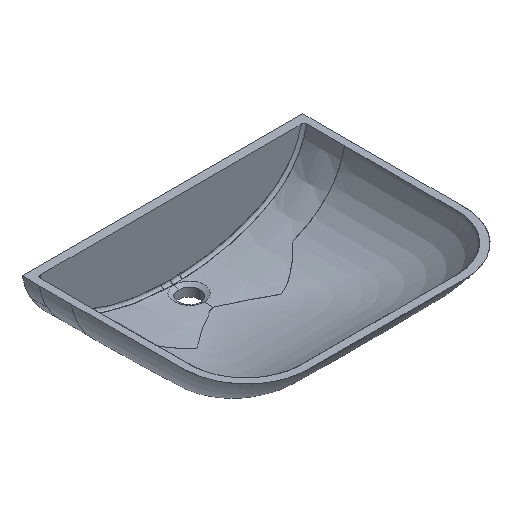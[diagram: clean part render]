
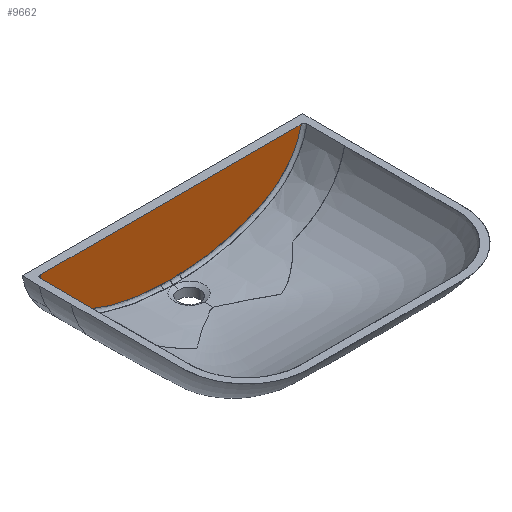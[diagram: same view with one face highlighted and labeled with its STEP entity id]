
A CAD part, isometric view. The second image highlights one B-rep face of the part: STEP entity #9662.
In plain terms, the highlighted planar face has unit normal (0, 1, 0).
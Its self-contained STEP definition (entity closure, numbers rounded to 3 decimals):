
#993=DIRECTION('',(-1.,0.,0.));
#994=VECTOR('',#993,12.274);
#995=CARTESIAN_POINT('',(106.769,183.92,-3.));
#996=LINE('',#995,#994);
#997=DIRECTION('',(-1.,0.,0.));
#998=VECTOR('',#997,533.051);
#999=CARTESIAN_POINT('',(639.819,183.92,-3.));
#1000=LINE('',#999,#998);
#1001=DIRECTION('',(-1.,0.,0.));
#1002=VECTOR('',#1001,12.275);
#1003=CARTESIAN_POINT('',(652.094,183.92,-3.));
#1004=LINE('',#1003,#1002);
#2122=CARTESIAN_POINT('',(94.495,183.92,-3.));
#2123=CARTESIAN_POINT('',(96.567,183.92,-11.828));
#2124=CARTESIAN_POINT('',(101.79,183.92,-28.502));
#2125=CARTESIAN_POINT('',(113.176,183.92,-50.785));
#2126=CARTESIAN_POINT('',(127.177,183.92,-69.678));
#2127=CARTESIAN_POINT('',(144.695,183.92,-86.9));
#2128=CARTESIAN_POINT('',(166.626,183.92,-102.325));
#2129=CARTESIAN_POINT('',(186.387,183.92,-112.699));
#2130=CARTESIAN_POINT('',(207.598,183.92,-122.014));
#2131=CARTESIAN_POINT('',(232.464,183.92,-130.982));
#2132=CARTESIAN_POINT('',(260.719,183.92,-138.83));
#2133=CARTESIAN_POINT('',(292.828,183.92,-145.217));
#2134=CARTESIAN_POINT('',(329.479,183.92,-149.785));
#2135=CARTESIAN_POINT('',(358.06,183.92,-151.039));
#2136=CARTESIAN_POINT('',(373.294,183.92,-151.266));
#2138=CARTESIAN_POINT('',(373.294,183.92,-151.266));
#2139=CARTESIAN_POINT('',(388.58,183.92,-151.042));
#2140=CARTESIAN_POINT('',(417.305,183.92,-149.775));
#2141=CARTESIAN_POINT('',(454.306,183.92,-145.144));
#2142=CARTESIAN_POINT('',(486.875,183.92,-138.606));
#2143=CARTESIAN_POINT('',(515.604,183.92,-130.529));
#2144=CARTESIAN_POINT('',(540.949,183.92,-121.232));
#2145=CARTESIAN_POINT('',(562.526,183.92,-111.614));
#2146=CARTESIAN_POINT('',(583.465,183.92,-100.231));
#2147=CARTESIAN_POINT('',(605.371,183.92,-83.923));
#2148=CARTESIAN_POINT('',(621.886,183.92,-66.696));
#2149=CARTESIAN_POINT('',(634.921,183.92,-48.172));
#2150=CARTESIAN_POINT('',(645.3,183.92,-27.012));
#2151=CARTESIAN_POINT('',(650.157,183.92,-11.282));
#2152=CARTESIAN_POINT('',(652.094,183.92,-3.));
#2297=VERTEX_POINT('',#2122);
#2298=VERTEX_POINT('',#2136);
#2299=VERTEX_POINT('',#2152);
#2600=CARTESIAN_POINT('',(106.769,183.92,-3.));
#2601=VERTEX_POINT('',#2600);
#2602=CARTESIAN_POINT('',(639.819,183.92,-3.));
#2603=VERTEX_POINT('',#2602);
#9648=CARTESIAN_POINT('',(373.294,183.92,-77.133));
#9649=DIRECTION('',(0.,1.,0.));
#9650=DIRECTION('',(0.,0.,-1.));
#9651=AXIS2_PLACEMENT_3D('',#9648,#9649,#9650);
#9652=PLANE('',#9651);
#9654=ORIENTED_EDGE('',*,*,#9653,.T.);
#9656=ORIENTED_EDGE('',*,*,#9655,.T.);
#9657=ORIENTED_EDGE('',*,*,#3600,.T.);
#9658=ORIENTED_EDGE('',*,*,#3598,.T.);
#9659=ORIENTED_EDGE('',*,*,#3596,.T.);
#9660=EDGE_LOOP('',(#9654,#9656,#9657,#9658,#9659));
#9661=FACE_OUTER_BOUND('',#9660,.F.);
#9662=ADVANCED_FACE('',(#9661),#9652,.T.);
#2137=B_SPLINE_CURVE_WITH_KNOTS('',3,(#2122,#2123,#2124,#2125,#2126,#2127,#2128,
#2129,#2130,#2131,#2132,#2133,#2134,#2135,#2136),.UNSPECIFIED.,.F.,.F.,(4,1,1,1,
1,1,1,1,1,1,1,1,4),(0.,0.083,0.167,0.25,
0.333,0.417,0.5,0.583,0.667,
0.75,0.833,0.917,1.),.UNSPECIFIED.);
#2153=B_SPLINE_CURVE_WITH_KNOTS('',3,(#2138,#2139,#2140,#2141,#2142,#2143,#2144,
#2145,#2146,#2147,#2148,#2149,#2150,#2151,#2152),.UNSPECIFIED.,.F.,.F.,(4,1,1,1,
1,1,1,1,1,1,1,1,4),(0.,0.083,0.167,0.25,
0.333,0.417,0.5,0.583,0.667,
0.75,0.833,0.917,1.),.UNSPECIFIED.);
#3596=EDGE_CURVE('',#2601,#2297,#996,.T.);
#3598=EDGE_CURVE('',#2603,#2601,#1000,.T.);
#3600=EDGE_CURVE('',#2299,#2603,#1004,.T.);
#9653=EDGE_CURVE('',#2297,#2298,#2137,.T.);
#9655=EDGE_CURVE('',#2298,#2299,#2153,.T.);
